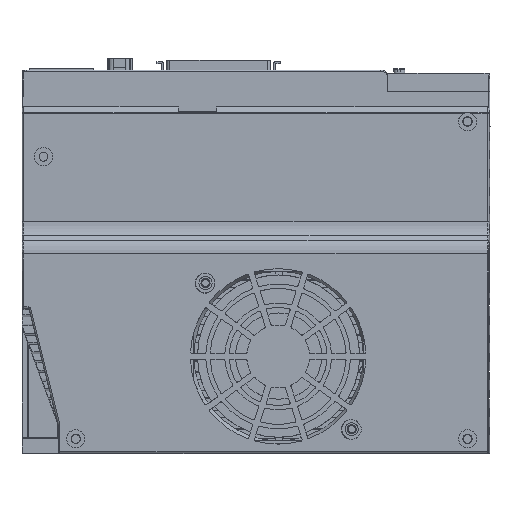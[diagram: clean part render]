
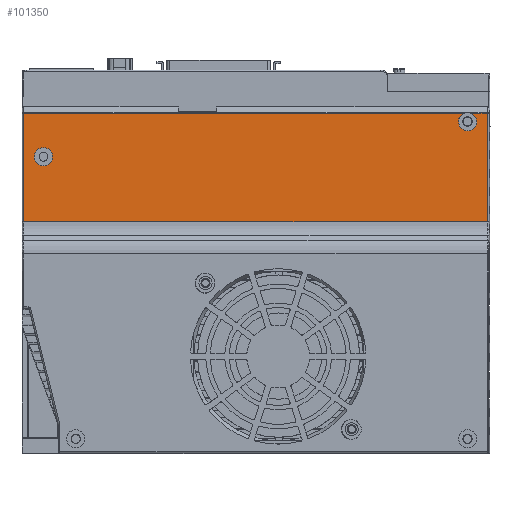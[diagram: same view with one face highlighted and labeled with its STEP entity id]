
A CAD part, top view. The second image highlights one B-rep face of the part: STEP entity #101350.
In plain terms, the highlighted planar face has unit normal (0, 0, 1).
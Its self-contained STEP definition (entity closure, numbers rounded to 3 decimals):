
#33205=DIRECTION('',(0.,1.,0.));
#33206=VECTOR('',#33205,37.125);
#33207=CARTESIAN_POINT('',(159.132,79.085,44.));
#33208=LINE('',#33207,#33206);
#33213=CARTESIAN_POINT('',(152.369,113.417,44.));
#33214=DIRECTION('',(0.,0.,1.));
#33215=DIRECTION('',(-0.434,0.901,0.));
#33216=AXIS2_PLACEMENT_3D('',#33213,#33214,#33215);
#33218=CARTESIAN_POINT('',(152.369,113.417,44.));
#33219=DIRECTION('',(0.,0.,1.));
#33220=DIRECTION('',(-1.,0.,0.));
#33221=AXIS2_PLACEMENT_3D('',#33218,#33219,#33220);
#33223=CARTESIAN_POINT('',(152.369,113.417,44.));
#33224=DIRECTION('',(0.,0.,1.));
#33225=DIRECTION('',(1.,0.,0.));
#33226=AXIS2_PLACEMENT_3D('',#33223,#33224,#33225);
#33228=CARTESIAN_POINT('',(7.35,101.394,44.));
#33229=DIRECTION('',(0.,0.,1.));
#33230=DIRECTION('',(1.,0.,0.));
#33231=AXIS2_PLACEMENT_3D('',#33228,#33229,#33230);
#33233=CARTESIAN_POINT('',(7.35,101.394,44.));
#33234=DIRECTION('',(0.,0.,1.));
#33235=DIRECTION('',(-1.,0.,0.));
#33236=AXIS2_PLACEMENT_3D('',#33233,#33234,#33235);
#33323=DIRECTION('',(-1.,0.,0.));
#33324=VECTOR('',#33323,150.495);
#33325=CARTESIAN_POINT('',(151.022,116.209,44.));
#33326=LINE('',#33325,#33324);
#33354=DIRECTION('',(0.,-1.,0.));
#33355=VECTOR('',#33354,37.125);
#33356=CARTESIAN_POINT('',(0.526,116.21,44.));
#33357=LINE('',#33356,#33355);
#35009=DIRECTION('',(1.,0.,0.));
#35010=VECTOR('',#35009,158.606);
#35011=CARTESIAN_POINT('',(0.526,79.085,44.));
#35012=LINE('',#35011,#35010);
#41098=DIRECTION('',(-1.,0.,0.));
#41099=VECTOR('',#41098,5.417);
#41100=CARTESIAN_POINT('',(159.132,116.21,44.));
#41101=LINE('',#41100,#41099);
#69225=CARTESIAN_POINT('',(159.132,116.21,44.));
#69226=VERTEX_POINT('',#69225);
#69227=CARTESIAN_POINT('',(159.132,79.085,44.));
#69228=VERTEX_POINT('',#69227);
#69231=CARTESIAN_POINT('',(151.024,116.21,44.));
#69232=CARTESIAN_POINT('',(149.269,113.417,44.));
#69233=VERTEX_POINT('',#69231);
#69234=VERTEX_POINT('',#69232);
#69235=CARTESIAN_POINT('',(155.469,113.417,44.));
#69236=VERTEX_POINT('',#69235);
#69237=CARTESIAN_POINT('',(153.714,116.21,44.));
#69238=VERTEX_POINT('',#69237);
#69239=CARTESIAN_POINT('',(0.526,79.085,44.));
#69240=VERTEX_POINT('',#69239);
#69241=CARTESIAN_POINT('',(0.526,116.21,44.));
#69242=VERTEX_POINT('',#69241);
#69243=CARTESIAN_POINT('',(10.45,101.394,44.));
#69244=CARTESIAN_POINT('',(4.25,101.394,44.));
#69245=VERTEX_POINT('',#69243);
#69246=VERTEX_POINT('',#69244);
#101322=CARTESIAN_POINT('',(11.85,-0.106,44.));
#101323=DIRECTION('',(0.,0.,-1.));
#101324=DIRECTION('',(1.,0.,0.));
#101325=AXIS2_PLACEMENT_3D('',#101322,#101323,#101324);
#101326=PLANE('',#101325);
#101328=ORIENTED_EDGE('',*,*,#101327,.T.);
#101330=ORIENTED_EDGE('',*,*,#101329,.T.);
#101332=ORIENTED_EDGE('',*,*,#101331,.T.);
#101334=ORIENTED_EDGE('',*,*,#101333,.F.);
#101335=ORIENTED_EDGE('',*,*,#101312,.F.);
#101337=ORIENTED_EDGE('',*,*,#101336,.F.);
#101339=ORIENTED_EDGE('',*,*,#101338,.F.);
#101341=ORIENTED_EDGE('',*,*,#101340,.F.);
#101342=EDGE_LOOP('',(#101328,#101330,#101332,#101334,#101335,#101337,#101339,
#101341));
#101343=FACE_OUTER_BOUND('',#101342,.F.);
#101345=ORIENTED_EDGE('',*,*,#101344,.T.);
#101347=ORIENTED_EDGE('',*,*,#101346,.T.);
#101348=EDGE_LOOP('',(#101345,#101347));
#101349=FACE_BOUND('',#101348,.F.);
#33217=CIRCLE('',#33216,3.1);
#33222=CIRCLE('',#33221,3.1);
#33227=CIRCLE('',#33226,3.1);
#33232=CIRCLE('',#33231,3.1);
#33237=CIRCLE('',#33236,3.1);
#101312=EDGE_CURVE('',#69228,#69226,#33208,.T.);
#101327=EDGE_CURVE('',#69233,#69234,#33217,.T.);
#101329=EDGE_CURVE('',#69234,#69236,#33222,.T.);
#101331=EDGE_CURVE('',#69236,#69238,#33227,.T.);
#101333=EDGE_CURVE('',#69226,#69238,#41101,.T.);
#101336=EDGE_CURVE('',#69240,#69228,#35012,.T.);
#101338=EDGE_CURVE('',#69242,#69240,#33357,.T.);
#101340=EDGE_CURVE('',#69233,#69242,#33326,.T.);
#101344=EDGE_CURVE('',#69245,#69246,#33232,.T.);
#101346=EDGE_CURVE('',#69246,#69245,#33237,.T.);
#101350=ADVANCED_FACE('',(#101343,#101349),#101326,.F.);
